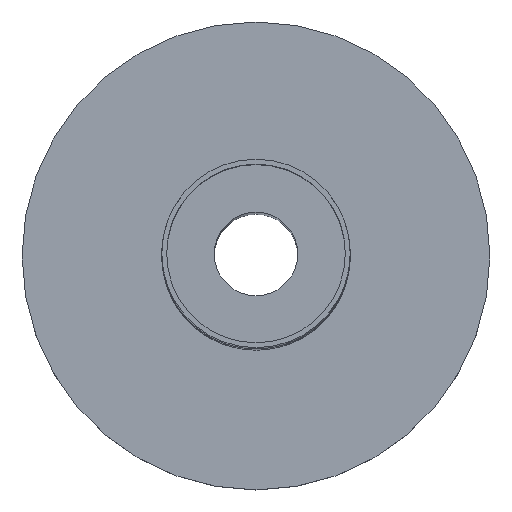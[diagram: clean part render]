
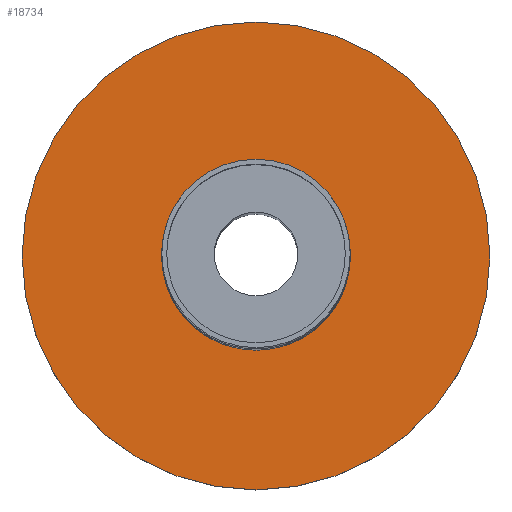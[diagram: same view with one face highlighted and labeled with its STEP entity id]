
A CAD part, top view. The second image highlights one B-rep face of the part: STEP entity #18734.
In plain terms, the highlighted planar face has unit normal (0, 0, 1).
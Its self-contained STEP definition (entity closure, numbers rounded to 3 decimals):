
#3052 = VERTEX_POINT('',#3053);
#3053 = CARTESIAN_POINT('',(6.648,0.,
    32.702));
#3059 = EDGE_CURVE('',#3052,#3052,#3060,.T.);
#3060 = CIRCLE('',#3061,6.648);
#3061 = AXIS2_PLACEMENT_3D('',#3062,#3063,#3064);
#3062 = CARTESIAN_POINT('',(0.,0.,32.702));
#3063 = DIRECTION('',(0.,0.,1.));
#3064 = DIRECTION('',(1.,0.,0.));
#18734 = ADVANCED_FACE('',(#18735,#18746),#18749,.T.);
#18735 = FACE_BOUND('',#18736,.T.);
#18736 = EDGE_LOOP('',(#18737));
#18737 = ORIENTED_EDGE('',*,*,#18738,.T.);
#18738 = EDGE_CURVE('',#18739,#18739,#18741,.T.);
#18739 = VERTEX_POINT('',#18740);
#18740 = CARTESIAN_POINT('',(16.508,0.,
    32.702));
#18741 = CIRCLE('',#18742,16.508);
#18742 = AXIS2_PLACEMENT_3D('',#18743,#18744,#18745);
#18743 = CARTESIAN_POINT('',(0.,0.,32.702));
#18744 = DIRECTION('',(0.,0.,1.));
#18745 = DIRECTION('',(1.,0.,0.));
#18746 = FACE_BOUND('',#18747,.T.);
#18747 = EDGE_LOOP('',(#18748));
#18748 = ORIENTED_EDGE('',*,*,#3059,.F.);
#18749 = PLANE('',#18750);
#18750 = AXIS2_PLACEMENT_3D('',#18751,#18752,#18753);
#18751 = CARTESIAN_POINT('',(0.,0.,32.702));
#18752 = DIRECTION('',(0.,0.,1.));
#18753 = DIRECTION('',(1.,0.,0.));
